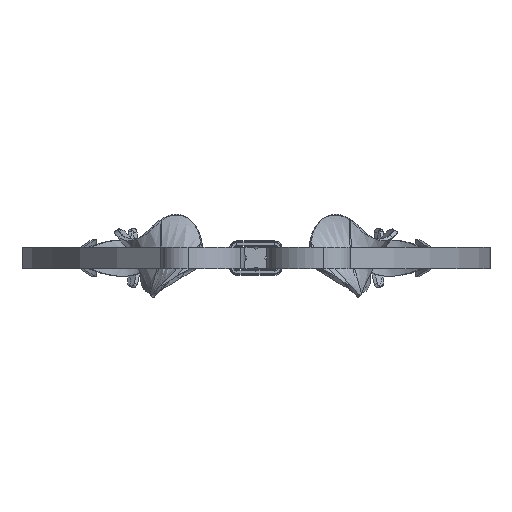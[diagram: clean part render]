
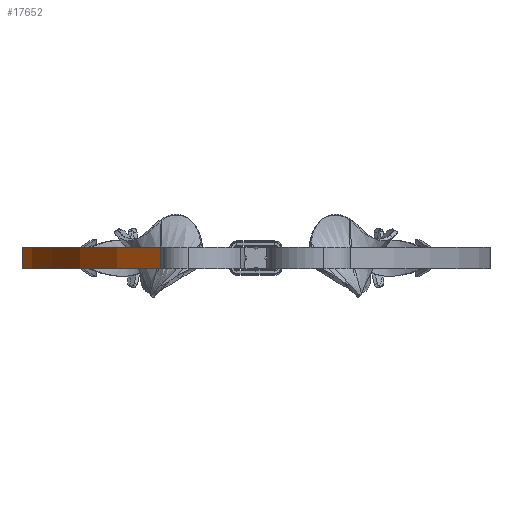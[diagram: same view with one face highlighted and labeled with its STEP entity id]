
A CAD part, front view. The second image highlights one B-rep face of the part: STEP entity #17652.
In plain terms, the highlighted cylindrical face has radius 200.108 mm (diameter 400.216 mm), a partial arc.
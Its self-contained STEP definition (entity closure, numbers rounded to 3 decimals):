
#3180 = DIRECTION ( 'NONE',  ( -0.496, 0.868, 0. ) ) ;
#4994 = DIRECTION ( 'NONE',  ( 0., 0., -1. ) ) ;
#10951 = EDGE_CURVE ( 'NONE', #37488, #20035, #48332, .T. ) ;
#12171 = DIRECTION ( 'NONE',  ( -0.496, 0.868, 0. ) ) ;
#13085 = AXIS2_PLACEMENT_3D ( 'NONE', #32931, #20230, #12171 ) ;
#13371 = CARTESIAN_POINT ( 'NONE',  ( -52.108, -248.45, 6. ) ) ;
#14813 = ORIENTED_EDGE ( 'NONE', *, *, #44042, .F. ) ;
#14940 = ORIENTED_EDGE ( 'NONE', *, *, #25284, .T. ) ;
#16274 = CARTESIAN_POINT ( 'NONE',  ( -97.054, 20., 6. ) ) ;
#16545 = DIRECTION ( 'NONE',  ( 0., 0., 1. ) ) ;
#17213 = LINE ( 'NONE', #13371, #38631 ) ;
#17610 = AXIS2_PLACEMENT_3D ( 'NONE', #52123, #17928, #21837 ) ;
#17652 = ADVANCED_FACE ( 'NONE', ( #26602 ), #18605, .T. ) ;
#17928 = DIRECTION ( 'NONE',  ( 0., 0., 1. ) ) ;
#18605 = CYLINDRICAL_SURFACE ( 'NONE', #17610, 200.108 ) ;
#18679 = CARTESIAN_POINT ( 'NONE',  ( -52.108, -248.45, 6. ) ) ;
#20035 = VERTEX_POINT ( 'NONE', #36580 ) ;
#20230 = DIRECTION ( 'NONE',  ( 0., 0., 1. ) ) ;
#20532 = CIRCLE ( 'NONE', #13085, 200.108 ) ;
#21625 = CARTESIAN_POINT ( 'NONE',  ( -97.054, 20., -6. ) ) ;
#21837 = DIRECTION ( 'NONE',  ( 1., 0., 0. ) ) ;
#25167 = VECTOR ( 'NONE', #26635, 1000. ) ;
#25284 = EDGE_CURVE ( 'NONE', #37932, #37488, #36615, .T. ) ;
#26602 = FACE_OUTER_BOUND ( 'NONE', #47762, .T. ) ;
#26635 = DIRECTION ( 'NONE',  ( 0., 0., -1. ) ) ;
#32931 = CARTESIAN_POINT ( 'NONE',  ( 70.108, -90., 6. ) ) ;
#36580 = CARTESIAN_POINT ( 'NONE',  ( -52.108, -248.45, -6. ) ) ;
#36615 = LINE ( 'NONE', #21625, #25167 ) ;
#37488 = VERTEX_POINT ( 'NONE', #37502 ) ;
#37502 = CARTESIAN_POINT ( 'NONE',  ( -97.054, 20., -6. ) ) ;
#37932 = VERTEX_POINT ( 'NONE', #16274 ) ;
#38631 = VECTOR ( 'NONE', #4994, 1000. ) ;
#38962 = VERTEX_POINT ( 'NONE', #18679 ) ;
#41918 = ORIENTED_EDGE ( 'NONE', *, *, #43384, .F. ) ;
#42871 = AXIS2_PLACEMENT_3D ( 'NONE', #46255, #16545, #3180 ) ;
#43384 = EDGE_CURVE ( 'NONE', #37932, #38962, #20532, .T. ) ;
#44042 = EDGE_CURVE ( 'NONE', #38962, #20035, #17213, .T. ) ;
#44791 = ORIENTED_EDGE ( 'NONE', *, *, #10951, .T. ) ;
#46255 = CARTESIAN_POINT ( 'NONE',  ( 70.108, -90., -6. ) ) ;
#47762 = EDGE_LOOP ( 'NONE', ( #14940, #44791, #14813, #41918 ) ) ;
#48332 = CIRCLE ( 'NONE', #42871, 200.108 ) ;
#52123 = CARTESIAN_POINT ( 'NONE',  ( 70.108, -90., 0. ) ) ;
